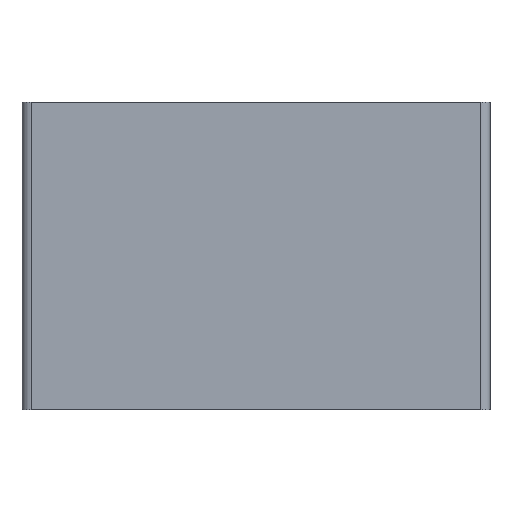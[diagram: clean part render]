
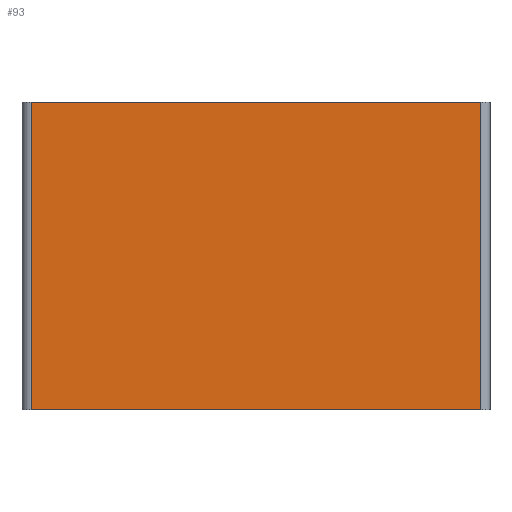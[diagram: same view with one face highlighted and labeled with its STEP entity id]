
A CAD part, top view. The second image highlights one B-rep face of the part: STEP entity #93.
In plain terms, the highlighted planar face has unit normal (0, 0, 1).
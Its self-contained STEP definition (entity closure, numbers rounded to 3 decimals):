
#2 = ORIENTED_EDGE ( 'NONE', *, *, #117, .T. ) ;
#7 = FACE_OUTER_BOUND ( 'NONE', #99, .T. ) ;
#13 = CARTESIAN_POINT ( 'NONE',  ( 0., -65.005, 2. ) ) ;
#26 = LINE ( 'NONE', #71, #128 ) ;
#27 = CARTESIAN_POINT ( 'NONE',  ( 0., 0., 2. ) ) ;
#56 = ORIENTED_EDGE ( 'NONE', *, *, #258, .T. ) ;
#60 = ORIENTED_EDGE ( 'NONE', *, *, #112, .T. ) ;
#61 = EDGE_CURVE ( 'NONE', #184, #98, #206, .T. ) ;
#65 = VECTOR ( 'NONE', #171, 1000. ) ;
#71 = CARTESIAN_POINT ( 'NONE',  ( 0., 0., 2. ) ) ;
#84 = VERTEX_POINT ( 'NONE', #27 ) ;
#93 = ADVANCED_FACE ( 'NONE', ( #7 ), #254, .T. ) ;
#98 = VERTEX_POINT ( 'NONE', #235 ) ;
#99 = EDGE_LOOP ( 'NONE', ( #60, #200, #2, #56 ) ) ;
#106 = DIRECTION ( 'NONE',  ( 1., 0., 0. ) ) ;
#107 = CARTESIAN_POINT ( 'NONE',  ( 95., 0., 2. ) ) ;
#112 = EDGE_CURVE ( 'NONE', #84, #184, #26, .T. ) ;
#113 = CARTESIAN_POINT ( 'NONE',  ( 0., 0., 2. ) ) ;
#117 = EDGE_CURVE ( 'NONE', #98, #138, #232, .T. ) ;
#128 = VECTOR ( 'NONE', #151, 1000. ) ;
#138 = VERTEX_POINT ( 'NONE', #256 ) ;
#141 = AXIS2_PLACEMENT_3D ( 'NONE', #113, #192, #106 ) ;
#148 = DIRECTION ( 'NONE',  ( 1., 0., 0. ) ) ;
#151 = DIRECTION ( 'NONE',  ( 0., -1., 0. ) ) ;
#171 = DIRECTION ( 'NONE',  ( 0., 1., 0. ) ) ;
#173 = CARTESIAN_POINT ( 'NONE',  ( 0., -65., 2. ) ) ;
#180 = LINE ( 'NONE', #217, #197 ) ;
#184 = VERTEX_POINT ( 'NONE', #13 ) ;
#192 = DIRECTION ( 'NONE',  ( 0., 0., 1. ) ) ;
#197 = VECTOR ( 'NONE', #266, 1000. ) ;
#200 = ORIENTED_EDGE ( 'NONE', *, *, #61, .T. ) ;
#206 = LINE ( 'NONE', #173, #270 ) ;
#217 = CARTESIAN_POINT ( 'NONE',  ( 0., 0., 2. ) ) ;
#232 = LINE ( 'NONE', #107, #65 ) ;
#235 = CARTESIAN_POINT ( 'NONE',  ( 95., -65.005, 2. ) ) ;
#254 = PLANE ( 'NONE',  #141 ) ;
#256 = CARTESIAN_POINT ( 'NONE',  ( 95., 0., 2. ) ) ;
#258 = EDGE_CURVE ( 'NONE', #138, #84, #180, .T. ) ;
#266 = DIRECTION ( 'NONE',  ( -1., 0., 0. ) ) ;
#270 = VECTOR ( 'NONE', #148, 1000. ) ;
